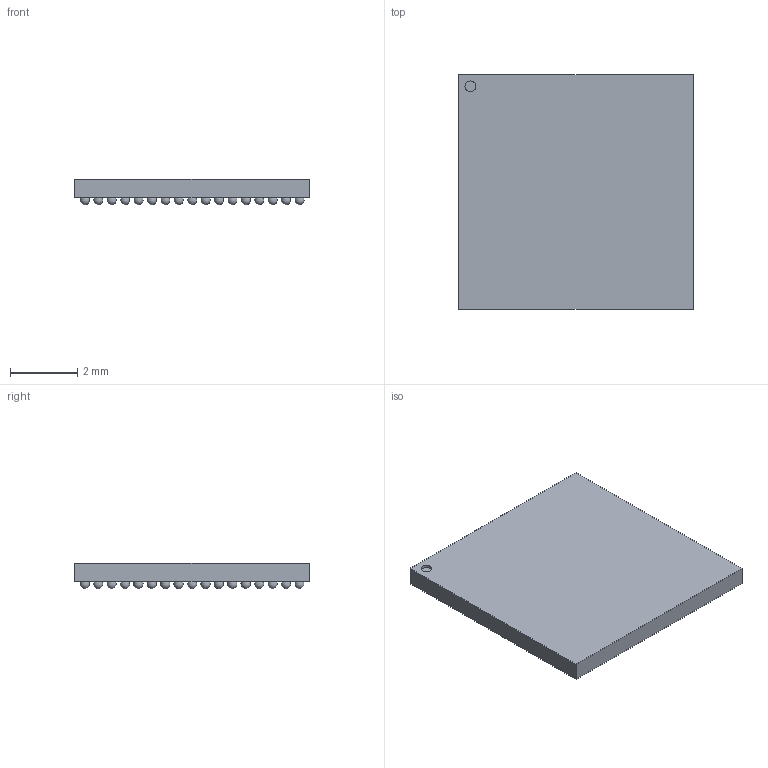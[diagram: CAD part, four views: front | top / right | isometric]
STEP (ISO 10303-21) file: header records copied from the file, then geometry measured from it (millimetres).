
FILE_DESCRIPTION(('FreeCAD Model'),'2;1');
FILE_NAME('Open CASCADE Shape Model','2023-02-16T01:36:52',(''),(''), 'Open CASCADE STEP processor 7.6','FreeCAD','Unknown');
FILE_SCHEMA(('AUTOMOTIVE_DESIGN { 1 0 10303 214 1 1 1 1 }'));
Length unit declared in the file: millimetre
Products named in the file (4): Part; body; Balls; Sphere
Assembly tree (291 placements, depth 3):
  Part
    body
    Balls
      Sphere  x289
Bounding box: 7 x 7 x 0.76 mm (x, y, z)
Volume: 30.3 mm3; surface area: 184.7 mm2
Topology: 290 solids, 290 shells, 297 faces, 882 edges, 588 vertices
Faces by surface type: sphere 289, plane 7, cylinder 1
Full cylindrical faces by diameter (mm): 0.32 x1
Entity records: 2604 total; most frequent: DIRECTION 619, CARTESIAN_POINT 327, AXIS2_PLACEMENT_3D 303, PRODUCT_DEFINITION_SHAPE 295, CONTEXT_DEPENDENT_SHAPE_REPRESENTATION 291, ITEM_DEFINED_TRANSFORMATION 291, NEXT_ASSEMBLY_USAGE_OCCURRENCE 291, ORIENTED_EDGE 30
